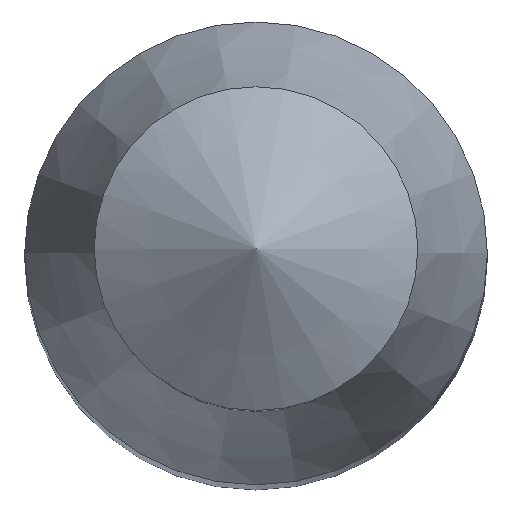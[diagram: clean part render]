
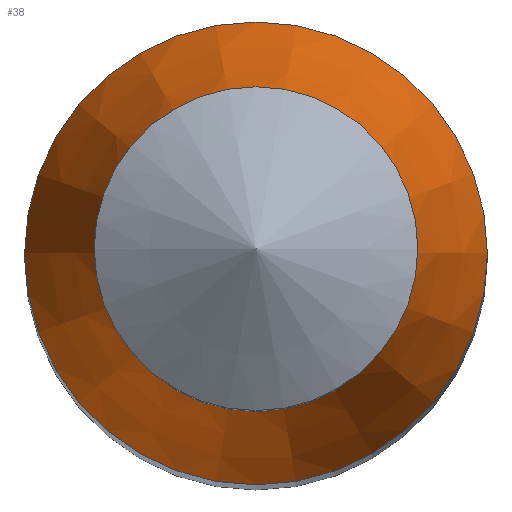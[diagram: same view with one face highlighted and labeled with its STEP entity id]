
A CAD part, top view. The second image highlights one B-rep face of the part: STEP entity #38.
In plain terms, the highlighted conical face has half-angle 18.331 degrees and reference radius 1.027 mm.
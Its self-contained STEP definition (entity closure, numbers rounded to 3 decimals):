
#38=ADVANCED_FACE('',(#49,#50),#44,.T.);
#44=CONICAL_SURFACE('',#273,1.027,18.331);
#49=FACE_BOUND('',#59,.T.);
#50=FACE_BOUND('',#60,.T.);
#59=EDGE_LOOP('',(#69));
#60=EDGE_LOOP('',(#70));
#69=ORIENTED_EDGE('',*,*,#85,.T.);
#70=ORIENTED_EDGE('',*,*,#84,.T.);
#78=VERTEX_POINT('',#355);
#79=VERTEX_POINT('',#358);
#84=EDGE_CURVE('',#78,#78,#89,.T.);
#85=EDGE_CURVE('',#79,#79,#90,.T.);
#89=CIRCLE('',#270,1.027);
#90=CIRCLE('',#272,1.5);
#270=AXIS2_PLACEMENT_3D('',#354,#307,#308);
#272=AXIS2_PLACEMENT_3D('',#357,#311,#312);
#273=AXIS2_PLACEMENT_3D('',#359,#313,#314);
#307=DIRECTION('',(0.,0.,-1.));
#308=DIRECTION('',(1.,0.,0.));
#311=DIRECTION('',(0.,0.,1.));
#312=DIRECTION('',(1.,0.,0.));
#313=DIRECTION('',(0.,0.,-1.));
#314=DIRECTION('',(-1.,0.,0.));
#354=CARTESIAN_POINT('',(0.,0.,20.632));
#355=CARTESIAN_POINT('',(1.027,0.,20.632));
#357=CARTESIAN_POINT('',(0.,0.,19.205));
#358=CARTESIAN_POINT('',(1.5,0.,19.205));
#359=CARTESIAN_POINT('',(0.,0.,20.632));
